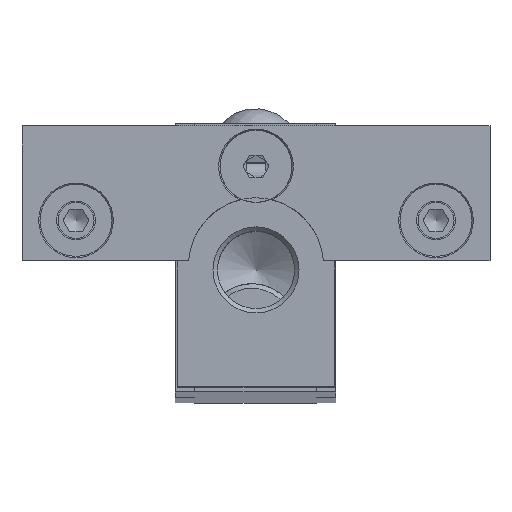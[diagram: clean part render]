
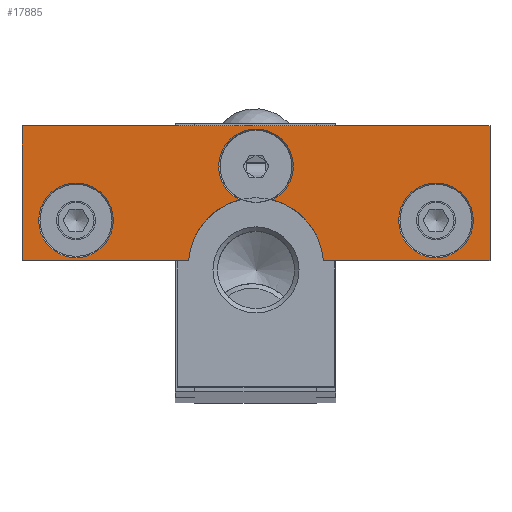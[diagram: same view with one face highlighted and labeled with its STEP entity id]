
A CAD part, top view. The second image highlights one B-rep face of the part: STEP entity #17885.
In plain terms, the highlighted planar face has unit normal (0, 0, 1).
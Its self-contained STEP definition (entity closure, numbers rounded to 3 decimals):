
#527=FACE_BOUND('',#4340,.T.);
#528=FACE_BOUND('',#4341,.T.);
#865=PLANE('',#19645);
#1375=LINE('',#30512,#2154);
#1376=LINE('',#30514,#2155);
#1377=LINE('',#30516,#2156);
#1378=LINE('',#30518,#2157);
#1379=LINE('',#30519,#2158);
#2154=VECTOR('',#23562,10.);
#2155=VECTOR('',#23563,10.);
#2156=VECTOR('',#23564,10.);
#2157=VECTOR('',#23565,10.);
#2158=VECTOR('',#23566,10.);
#3387=FACE_OUTER_BOUND('',#4339,.T.);
#4339=EDGE_LOOP('',(#13304,#13305,#13306,#13307,#13308,#13309,#13310,#13311));
#4340=EDGE_LOOP('',(#13312));
#4341=EDGE_LOOP('',(#13313));
#5746=CIRCLE('',#19612,7.5);
#5748=CIRCLE('',#19614,7.5);
#5762=CIRCLE('',#19644,4.15);
#5763=CIRCLE('',#19646,4.15);
#5764=CIRCLE('',#19647,4.15);
#7477=VERTEX_POINT('',#30377);
#7478=VERTEX_POINT('',#30382);
#7481=VERTEX_POINT('',#30388);
#7482=VERTEX_POINT('',#30390);
#7518=VERTEX_POINT('',#30506);
#7519=VERTEX_POINT('',#30511);
#7520=VERTEX_POINT('',#30513);
#7521=VERTEX_POINT('',#30515);
#7522=VERTEX_POINT('',#30517);
#7523=VERTEX_POINT('',#30520);
#9694=EDGE_CURVE('',#7478,#7477,#5746,.T.);
#9698=EDGE_CURVE('',#7482,#7481,#5748,.T.);
#9745=EDGE_CURVE('',#7518,#7518,#5762,.T.);
#9747=EDGE_CURVE('',#7482,#7477,#5763,.T.);
#9748=EDGE_CURVE('',#7481,#7519,#1375,.T.);
#9749=EDGE_CURVE('',#7519,#7520,#1376,.T.);
#9750=EDGE_CURVE('',#7520,#7521,#1377,.T.);
#9751=EDGE_CURVE('',#7521,#7522,#1378,.T.);
#9752=EDGE_CURVE('',#7522,#7478,#1379,.T.);
#9753=EDGE_CURVE('',#7523,#7523,#5764,.T.);
#13304=ORIENTED_EDGE('',*,*,#9747,.F.);
#13305=ORIENTED_EDGE('',*,*,#9698,.T.);
#13306=ORIENTED_EDGE('',*,*,#9748,.T.);
#13307=ORIENTED_EDGE('',*,*,#9749,.T.);
#13308=ORIENTED_EDGE('',*,*,#9750,.T.);
#13309=ORIENTED_EDGE('',*,*,#9751,.T.);
#13310=ORIENTED_EDGE('',*,*,#9752,.T.);
#13311=ORIENTED_EDGE('',*,*,#9694,.T.);
#13312=ORIENTED_EDGE('',*,*,#9753,.F.);
#13313=ORIENTED_EDGE('',*,*,#9745,.F.);
#17885=ADVANCED_FACE('',(#3387,#527,#528),#865,.T.);
#19612=AXIS2_PLACEMENT_3D('',#30383,#23464,#23465);
#19614=AXIS2_PLACEMENT_3D('',#30391,#23470,#23471);
#19644=AXIS2_PLACEMENT_3D('',#30507,#23555,#23556);
#19645=AXIS2_PLACEMENT_3D('',#30509,#23558,#23559);
#19646=AXIS2_PLACEMENT_3D('',#30510,#23560,#23561);
#19647=AXIS2_PLACEMENT_3D('',#30521,#23567,#23568);
#23464=DIRECTION('center_axis',(0.,0.,-1.));
#23465=DIRECTION('ref_axis',(0.998,0.067,0.));
#23470=DIRECTION('center_axis',(0.,0.,-1.));
#23471=DIRECTION('ref_axis',(0.998,0.067,0.));
#23555=DIRECTION('center_axis',(0.,0.,1.));
#23556=DIRECTION('ref_axis',(-1.,0.,0.));
#23558=DIRECTION('center_axis',(0.,0.,1.));
#23559=DIRECTION('ref_axis',(1.,0.,0.));
#23560=DIRECTION('center_axis',(0.,0.,1.));
#23561=DIRECTION('ref_axis',(-1.,0.,0.));
#23562=DIRECTION('',(1.,0.,0.));
#23563=DIRECTION('',(0.,1.,0.));
#23564=DIRECTION('',(-1.,0.,0.));
#23565=DIRECTION('',(0.,-1.,0.));
#23566=DIRECTION('',(1.,0.,0.));
#23567=DIRECTION('center_axis',(0.,0.,1.));
#23568=DIRECTION('ref_axis',(-1.,0.,0.));
#30377=CARTESIAN_POINT('',(-1.777,16.774,215.));
#30382=CARTESIAN_POINT('',(-7.433,10.,215.));
#30383=CARTESIAN_POINT('Origin',(0.05,9.5,215.));
#30388=CARTESIAN_POINT('',(7.533,10.,215.));
#30390=CARTESIAN_POINT('',(1.877,16.774,215.));
#30391=CARTESIAN_POINT('Origin',(0.05,9.5,215.));
#30506=CARTESIAN_POINT('',(24.2,14.5,215.));
#30507=CARTESIAN_POINT('Origin',(20.05,14.5,215.));
#30509=CARTESIAN_POINT('Origin',(0.05,17.949,215.));
#30510=CARTESIAN_POINT('Origin',(0.05,20.5,215.));
#30511=CARTESIAN_POINT('',(26.05,10.,215.));
#30512=CARTESIAN_POINT('',(26.05,10.,215.));
#30513=CARTESIAN_POINT('',(26.05,25.,215.));
#30514=CARTESIAN_POINT('',(26.05,25.,215.));
#30515=CARTESIAN_POINT('',(-25.95,25.,215.));
#30516=CARTESIAN_POINT('',(-25.95,25.,215.));
#30517=CARTESIAN_POINT('',(-25.95,10.,215.));
#30518=CARTESIAN_POINT('',(-25.95,10.,215.));
#30519=CARTESIAN_POINT('',(-7.433,10.,215.));
#30520=CARTESIAN_POINT('',(-15.8,14.5,215.));
#30521=CARTESIAN_POINT('Origin',(-19.95,14.5,215.));
